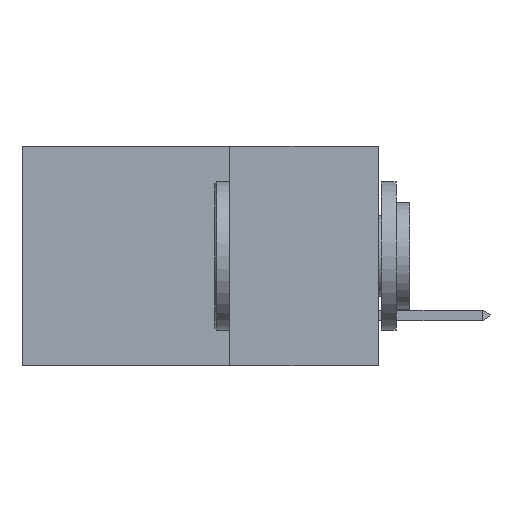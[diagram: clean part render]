
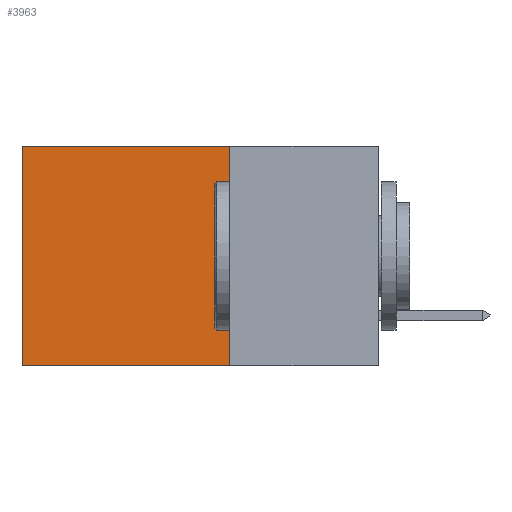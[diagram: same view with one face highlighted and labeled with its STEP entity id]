
A CAD part, left-side view. The second image highlights one B-rep face of the part: STEP entity #3963.
In plain terms, the highlighted planar face has unit normal (-1, 0, 0).
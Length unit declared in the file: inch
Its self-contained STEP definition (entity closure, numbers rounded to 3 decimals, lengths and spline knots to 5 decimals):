
#350 = AXIS2_PLACEMENT_3D ( 'NONE', #21442, #5782, #16189 ) ;
#488 = LINE ( 'NONE', #709, #17167 ) ;
#709 = CARTESIAN_POINT ( 'NONE',  ( 0.2615, 0.25, -0.37 ) ) ;
#970 = EDGE_CURVE ( 'NONE', #17295, #4568, #7602, .T. ) ;
#1516 = EDGE_CURVE ( 'NONE', #4568, #15224, #488, .T. ) ;
#1558 = CARTESIAN_POINT ( 'NONE',  ( 0.2615, 0.6, 0. ) ) ;
#2554 = CARTESIAN_POINT ( 'NONE',  ( 0.2615, 0.6, -0.37 ) ) ;
#3208 = VECTOR ( 'NONE', #14548, 39.37008 ) ;
#3948 = ORIENTED_EDGE ( 'NONE', *, *, #1516, .F. ) ;
#3963 = ADVANCED_FACE ( 'NONE', ( #5559 ), #10796, .F. ) ;
#4568 = VERTEX_POINT ( 'NONE', #6723 ) ;
#5346 = CARTESIAN_POINT ( 'NONE',  ( 0.2615, 0.25, 0. ) ) ;
#5559 = FACE_OUTER_BOUND ( 'NONE', #12373, .T. ) ;
#5740 = DIRECTION ( 'NONE',  ( 0., 1., 0. ) ) ;
#5782 = DIRECTION ( 'NONE',  ( 1., 0., 0. ) ) ;
#6040 = CARTESIAN_POINT ( 'NONE',  ( 0.2615, 0.25, 0. ) ) ;
#6723 = CARTESIAN_POINT ( 'NONE',  ( 0.2615, 0.25, -0.37 ) ) ;
#7602 = LINE ( 'NONE', #11362, #3208 ) ;
#8552 = VECTOR ( 'NONE', #15163, 39.37008 ) ;
#8578 = EDGE_CURVE ( 'NONE', #17295, #10256, #16449, .T. ) ;
#10256 = VERTEX_POINT ( 'NONE', #1558 ) ;
#10796 = PLANE ( 'NONE',  #350 ) ;
#11362 = CARTESIAN_POINT ( 'NONE',  ( 0.2615, 0.25, -0.37 ) ) ;
#11592 = EDGE_CURVE ( 'NONE', #10256, #15224, #22390, .T. ) ;
#12373 = EDGE_LOOP ( 'NONE', ( #13114, #3948, #18119, #12836 ) ) ;
#12836 = ORIENTED_EDGE ( 'NONE', *, *, #8578, .T. ) ;
#13114 = ORIENTED_EDGE ( 'NONE', *, *, #11592, .T. ) ;
#13533 = VECTOR ( 'NONE', #14599, 39.37008 ) ;
#14548 = DIRECTION ( 'NONE',  ( 0., 0., -1. ) ) ;
#14599 = DIRECTION ( 'NONE',  ( 0., 1., 0. ) ) ;
#15163 = DIRECTION ( 'NONE',  ( 0., 0., -1. ) ) ;
#15224 = VERTEX_POINT ( 'NONE', #2554 ) ;
#15274 = CARTESIAN_POINT ( 'NONE',  ( 0.2615, 0.6, -0.37 ) ) ;
#16189 = DIRECTION ( 'NONE',  ( 0., 0., -1. ) ) ;
#16449 = LINE ( 'NONE', #6040, #13533 ) ;
#17167 = VECTOR ( 'NONE', #5740, 39.37008 ) ;
#17295 = VERTEX_POINT ( 'NONE', #5346 ) ;
#18119 = ORIENTED_EDGE ( 'NONE', *, *, #970, .F. ) ;
#21442 = CARTESIAN_POINT ( 'NONE',  ( 0.2615, 0.25, -0.37 ) ) ;
#22390 = LINE ( 'NONE', #15274, #8552 ) ;
